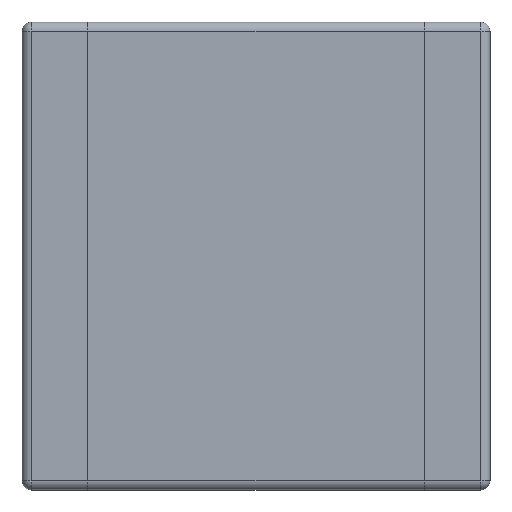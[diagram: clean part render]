
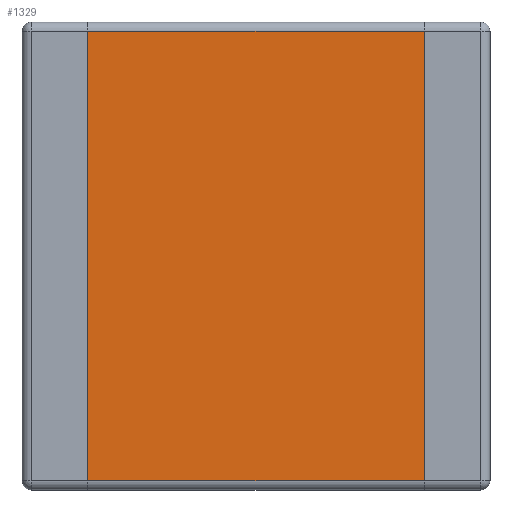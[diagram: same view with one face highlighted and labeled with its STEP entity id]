
A CAD part, front view. The second image highlights one B-rep face of the part: STEP entity #1329.
In plain terms, the highlighted planar face has unit normal (0, -1, 0).
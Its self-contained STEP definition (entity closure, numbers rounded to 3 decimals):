
#109 = CARTESIAN_POINT ( 'NONE',  ( 0.9, 0., 1.2 ) ) ;
#347 = CARTESIAN_POINT ( 'NONE',  ( -0.9, 0., 1.2 ) ) ;
#509 = DIRECTION ( 'NONE',  ( -1., 0., 0. ) ) ;
#510 = VECTOR ( 'NONE', #509, 1000. ) ;
#511 = CARTESIAN_POINT ( 'NONE',  ( -1.25, 0., 1.2 ) ) ;
#512 = LINE ( 'NONE', #511, #510 ) ;
#564 = FACE_OUTER_BOUND ( 'NONE', #1330, .T. ) ;
#599 = DIRECTION ( 'NONE',  ( 1., 0., 0. ) ) ;
#600 = VECTOR ( 'NONE', #599, 1000. ) ;
#601 = CARTESIAN_POINT ( 'NONE',  ( 1.25, 0., -1.2 ) ) ;
#602 = LINE ( 'NONE', #601, #600 ) ;
#603 = DIRECTION ( 'NONE',  ( 0., 0., -1. ) ) ;
#604 = DIRECTION ( 'NONE',  ( 0., -1., 0. ) ) ;
#605 = CARTESIAN_POINT ( 'NONE',  ( 1.25, 0., -1.25 ) ) ;
#606 = AXIS2_PLACEMENT_3D ( 'NONE', #605, #604, #603 ) ;
#607 = PLANE ( 'NONE',  #606 ) ;
#815 = CARTESIAN_POINT ( 'NONE',  ( 0.9, 0., -1.2 ) ) ;
#816 = DIRECTION ( 'NONE',  ( 0., 0., -1. ) ) ;
#817 = VECTOR ( 'NONE', #816, 1000. ) ;
#818 = CARTESIAN_POINT ( 'NONE',  ( 0.9, 0., -1.25 ) ) ;
#819 = LINE ( 'NONE', #818, #817 ) ;
#840 = DIRECTION ( 'NONE',  ( 0., 0., 1. ) ) ;
#841 = VECTOR ( 'NONE', #840, 1000. ) ;
#842 = CARTESIAN_POINT ( 'NONE',  ( -0.9, 0., -1.25 ) ) ;
#843 = LINE ( 'NONE', #842, #841 ) ;
#845 = CARTESIAN_POINT ( 'NONE',  ( -0.9, 0., -1.2 ) ) ;
#1184 = VERTEX_POINT ( 'NONE', #109 ) ;
#1258 = VERTEX_POINT ( 'NONE', #347 ) ;
#1311 = ORIENTED_EDGE ( 'NONE', *, *, #1312, .T. ) ;
#1312 = EDGE_CURVE ( 'NONE', #1184, #1258, #512, .T. ) ;
#1329 = ADVANCED_FACE ( 'NONE', ( #564 ), #607, .T. ) ;
#1330 = EDGE_LOOP ( 'NONE', ( #1331, #1332, #1334, #1311 ) ) ;
#1331 = ORIENTED_EDGE ( 'NONE', *, *, #1423, .F. ) ;
#1332 = ORIENTED_EDGE ( 'NONE', *, *, #1333, .T. ) ;
#1333 = EDGE_CURVE ( 'NONE', #1422, #1411, #602, .T. ) ;
#1334 = ORIENTED_EDGE ( 'NONE', *, *, #1409, .F. ) ;
#1409 = EDGE_CURVE ( 'NONE', #1184, #1411, #819, .T. ) ;
#1411 = VERTEX_POINT ( 'NONE', #815 ) ;
#1422 = VERTEX_POINT ( 'NONE', #845 ) ;
#1423 = EDGE_CURVE ( 'NONE', #1422, #1258, #843, .T. ) ;
